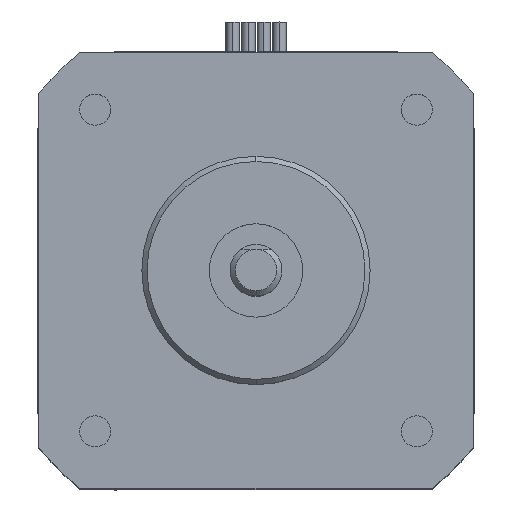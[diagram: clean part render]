
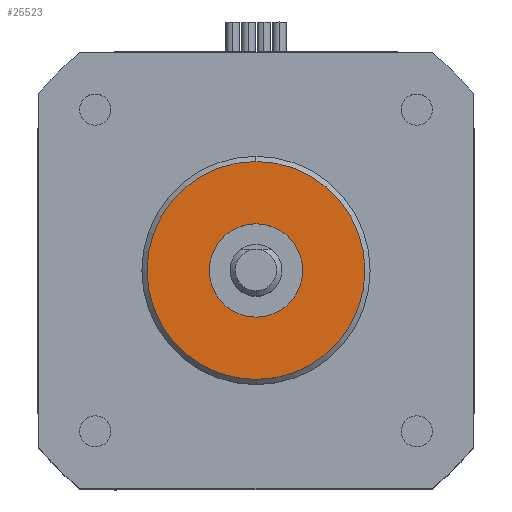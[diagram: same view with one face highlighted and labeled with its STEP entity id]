
A CAD part, top view. The second image highlights one B-rep face of the part: STEP entity #25523.
In plain terms, the highlighted planar face has unit normal (0, 0, 1).
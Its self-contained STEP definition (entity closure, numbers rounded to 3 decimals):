
#539 = DIRECTION ( 'NONE',  ( 1., 0., 0. ) ) ;
#1551 = FACE_OUTER_BOUND ( 'NONE', #29793, .T. ) ;
#1570 = DIRECTION ( 'NONE',  ( 1., 0., 0. ) ) ;
#1814 = CARTESIAN_POINT ( 'NONE',  ( -10.5, 0., 30.9 ) ) ;
#3816 = EDGE_CURVE ( 'NONE', #25271, #4175, #5827, .T. ) ;
#4175 = VERTEX_POINT ( 'NONE', #9710 ) ;
#4544 = EDGE_CURVE ( 'NONE', #4175, #25271, #28075, .T. ) ;
#4893 = ORIENTED_EDGE ( 'NONE', *, *, #3816, .T. ) ;
#5827 = CIRCLE ( 'NONE', #29185, 4.5 ) ;
#6027 = DIRECTION ( 'NONE',  ( 0., 0., -1. ) ) ;
#9710 = CARTESIAN_POINT ( 'NONE',  ( -4.5, 0., 30.9 ) ) ;
#11909 = DIRECTION ( 'NONE',  ( 0., 0., 1. ) ) ;
#12142 = CIRCLE ( 'NONE', #32598, 10.5 ) ;
#12203 = AXIS2_PLACEMENT_3D ( 'NONE', #33892, #17663, #1570 ) ;
#12531 = EDGE_CURVE ( 'NONE', #29760, #34102, #12142, .T. ) ;
#13352 = DIRECTION ( 'NONE',  ( 0., 0., 1. ) ) ;
#14166 = EDGE_LOOP ( 'NONE', ( #4893, #24313 ) ) ;
#15718 = AXIS2_PLACEMENT_3D ( 'NONE', #28146, #11909, #30825 ) ;
#16658 = DIRECTION ( 'NONE',  ( 0., 0., -1. ) ) ;
#16714 = FACE_BOUND ( 'NONE', #14166, .T. ) ;
#17235 = PLANE ( 'NONE',  #15718 ) ;
#17663 = DIRECTION ( 'NONE',  ( 0., 0., 1. ) ) ;
#19160 = CARTESIAN_POINT ( 'NONE',  ( 10.5, 0., 30.9 ) ) ;
#19950 = CIRCLE ( 'NONE', #12203, 10.5 ) ;
#21039 = CARTESIAN_POINT ( 'NONE',  ( 4.5, 0., 30.9 ) ) ;
#22174 = CARTESIAN_POINT ( 'NONE',  ( 0., 0., 30.9 ) ) ;
#24226 = AXIS2_PLACEMENT_3D ( 'NONE', #22174, #6027, #24858 ) ;
#24313 = ORIENTED_EDGE ( 'NONE', *, *, #4544, .T. ) ;
#24858 = DIRECTION ( 'NONE',  ( 1., 0., 0. ) ) ;
#25271 = VERTEX_POINT ( 'NONE', #21039 ) ;
#25523 = ADVANCED_FACE ( 'NONE', ( #1551, #16714 ), #17235, .T. ) ;
#26846 = ORIENTED_EDGE ( 'NONE', *, *, #12531, .T. ) ;
#28075 = CIRCLE ( 'NONE', #24226, 4.5 ) ;
#28103 = EDGE_CURVE ( 'NONE', #34102, #29760, #19950, .T. ) ;
#28146 = CARTESIAN_POINT ( 'NONE',  ( 0., 0., 30.9 ) ) ;
#29185 = AXIS2_PLACEMENT_3D ( 'NONE', #32826, #16658, #539 ) ;
#29515 = CARTESIAN_POINT ( 'NONE',  ( 0., 0., 30.9 ) ) ;
#29760 = VERTEX_POINT ( 'NONE', #19160 ) ;
#29793 = EDGE_LOOP ( 'NONE', ( #29795, #26846 ) ) ;
#29795 = ORIENTED_EDGE ( 'NONE', *, *, #28103, .T. ) ;
#30825 = DIRECTION ( 'NONE',  ( 1., 0., 0. ) ) ;
#32203 = DIRECTION ( 'NONE',  ( 1., 0., 0. ) ) ;
#32598 = AXIS2_PLACEMENT_3D ( 'NONE', #29515, #13352, #32203 ) ;
#32826 = CARTESIAN_POINT ( 'NONE',  ( 0., 0., 30.9 ) ) ;
#33892 = CARTESIAN_POINT ( 'NONE',  ( 0., 0., 30.9 ) ) ;
#34102 = VERTEX_POINT ( 'NONE', #1814 ) ;
